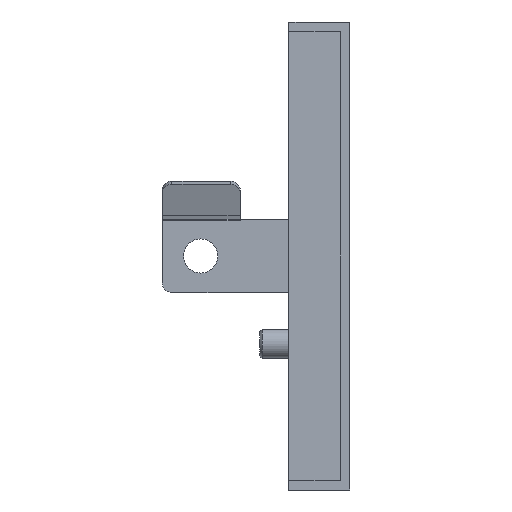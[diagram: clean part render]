
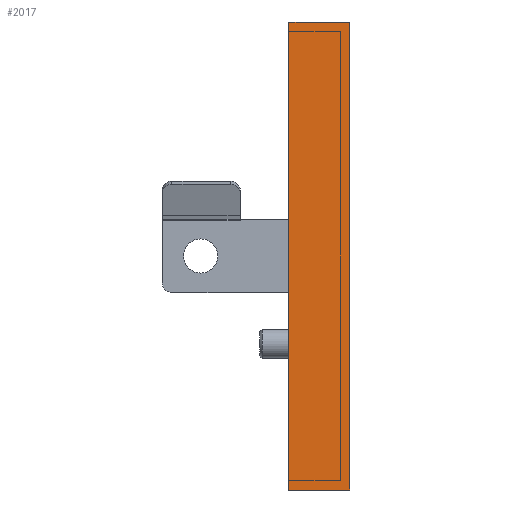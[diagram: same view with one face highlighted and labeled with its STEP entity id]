
A CAD part, front view. The second image highlights one B-rep face of the part: STEP entity #2017.
In plain terms, the highlighted planar face has unit normal (0, -1, 0).
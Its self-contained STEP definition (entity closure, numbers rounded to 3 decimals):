
#69 = LINE ( 'NONE', #7457, #713 ) ;
#140 = EDGE_CURVE ( 'NONE', #6980, #2036, #7823, .T. ) ;
#183 = FACE_OUTER_BOUND ( 'NONE', #10402, .T. ) ;
#273 = VERTEX_POINT ( 'NONE', #5367 ) ;
#294 = PLANE ( 'NONE',  #4868 ) ;
#475 = EDGE_CURVE ( 'NONE', #1062, #273, #3475, .T. ) ;
#713 = VECTOR ( 'NONE', #9202, 1000. ) ;
#822 = CARTESIAN_POINT ( 'NONE',  ( 0., -397.5, 48. ) ) ;
#899 = CARTESIAN_POINT ( 'NONE',  ( 0., -397.5, -48. ) ) ;
#1062 = VERTEX_POINT ( 'NONE', #899 ) ;
#1617 = CARTESIAN_POINT ( 'NONE',  ( 2.928, -397.5, 48. ) ) ;
#2017 = ADVANCED_FACE ( 'NONE', ( #183 ), #294, .F. ) ;
#2036 = VERTEX_POINT ( 'NONE', #4630 ) ;
#3443 = DIRECTION ( 'NONE',  ( 0., 0., -1. ) ) ;
#3475 = LINE ( 'NONE', #11405, #11471 ) ;
#3553 = CARTESIAN_POINT ( 'NONE',  ( -12.5, -397.5, 0. ) ) ;
#4183 = EDGE_CURVE ( 'NONE', #2036, #273, #8998, .T. ) ;
#4630 = CARTESIAN_POINT ( 'NONE',  ( -12.5, -397.5, 48. ) ) ;
#4868 = AXIS2_PLACEMENT_3D ( 'NONE', #9300, #9239, #7447 ) ;
#5123 = ORIENTED_EDGE ( 'NONE', *, *, #475, .F. ) ;
#5367 = CARTESIAN_POINT ( 'NONE',  ( -12.5, -397.5, -48. ) ) ;
#5457 = VECTOR ( 'NONE', #3443, 1000. ) ;
#5560 = VECTOR ( 'NONE', #8001, 1000. ) ;
#6093 = ORIENTED_EDGE ( 'NONE', *, *, #140, .T. ) ;
#6980 = VERTEX_POINT ( 'NONE', #822 ) ;
#7299 = ORIENTED_EDGE ( 'NONE', *, *, #4183, .T. ) ;
#7447 = DIRECTION ( 'NONE',  ( -1., 0., 0. ) ) ;
#7457 = CARTESIAN_POINT ( 'NONE',  ( 0., -397.5, 0. ) ) ;
#7823 = LINE ( 'NONE', #1617, #5560 ) ;
#8001 = DIRECTION ( 'NONE',  ( -1., 0., 0. ) ) ;
#8729 = DIRECTION ( 'NONE',  ( -1., 0., 0. ) ) ;
#8998 = LINE ( 'NONE', #3553, #5457 ) ;
#9124 = EDGE_CURVE ( 'NONE', #1062, #6980, #69, .T. ) ;
#9202 = DIRECTION ( 'NONE',  ( 0., 0., 1. ) ) ;
#9239 = DIRECTION ( 'NONE',  ( 0., 1., 0. ) ) ;
#9300 = CARTESIAN_POINT ( 'NONE',  ( -2., -397.5, 0. ) ) ;
#10059 = ORIENTED_EDGE ( 'NONE', *, *, #9124, .T. ) ;
#10402 = EDGE_LOOP ( 'NONE', ( #5123, #10059, #6093, #7299 ) ) ;
#11405 = CARTESIAN_POINT ( 'NONE',  ( 2.928, -397.5, -48. ) ) ;
#11471 = VECTOR ( 'NONE', #8729, 1000. ) ;
